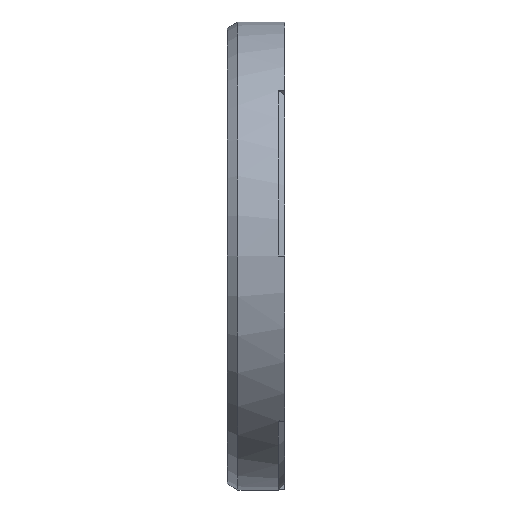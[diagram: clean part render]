
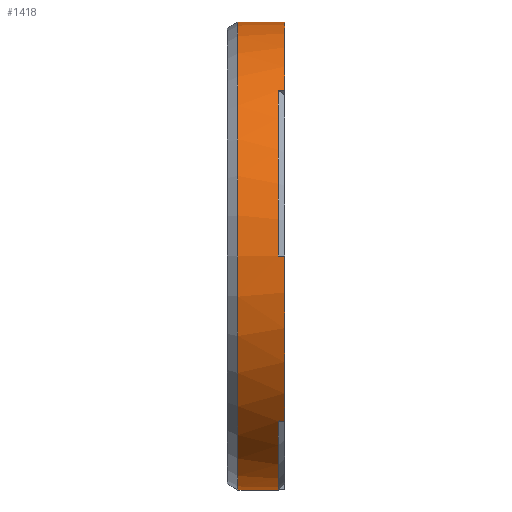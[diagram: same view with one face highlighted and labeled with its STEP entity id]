
A CAD part, left-side view. The second image highlights one B-rep face of the part: STEP entity #1418.
In plain terms, the highlighted cylindrical face has radius 38.5 mm (diameter 77 mm), a partial arc.
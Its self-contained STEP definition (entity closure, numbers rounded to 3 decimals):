
#5 = LINE ( 'NONE', #917, #1049 ) ;
#8 = DIRECTION ( 'NONE',  ( 0., -1., 0. ) ) ;
#45 = EDGE_CURVE ( 'NONE', #880, #660, #232, .T. ) ;
#48 = VECTOR ( 'NONE', #987, 1000. ) ;
#59 = DIRECTION ( 'NONE',  ( 0., -1., 0. ) ) ;
#81 = EDGE_CURVE ( 'NONE', #1315, #1498, #652, .T. ) ;
#83 = CARTESIAN_POINT ( 'NONE',  ( 0., 2., -38.5 ) ) ;
#100 = CYLINDRICAL_SURFACE ( 'NONE', #481, 38.5 ) ;
#106 = FACE_OUTER_BOUND ( 'NONE', #844, .T. ) ;
#144 = VERTEX_POINT ( 'NONE', #777 ) ;
#151 = EDGE_CURVE ( 'NONE', #1197, #592, #1170, .T. ) ;
#182 = ORIENTED_EDGE ( 'NONE', *, *, #203, .T. ) ;
#194 = EDGE_CURVE ( 'NONE', #1177, #880, #628, .T. ) ;
#200 = CARTESIAN_POINT ( 'NONE',  ( -38.5, -7., 0. ) ) ;
#201 = CARTESIAN_POINT ( 'NONE',  ( 0., -8., 38.5 ) ) ;
#203 = EDGE_CURVE ( 'NONE', #400, #1315, #259, .T. ) ;
#207 = ORIENTED_EDGE ( 'NONE', *, *, #414, .F. ) ;
#210 = CARTESIAN_POINT ( 'NONE',  ( 0., 2., 0. ) ) ;
#219 = ORIENTED_EDGE ( 'NONE', *, *, #1450, .F. ) ;
#226 = VERTEX_POINT ( 'NONE', #201 ) ;
#232 = CIRCLE ( 'NONE', #1094, 38.5 ) ;
#245 = CARTESIAN_POINT ( 'NONE',  ( -27.224, -8., 27.224 ) ) ;
#253 = CARTESIAN_POINT ( 'NONE',  ( -38.5, -8., 0. ) ) ;
#259 = CIRCLE ( 'NONE', #969, 38.5 ) ;
#262 = VECTOR ( 'NONE', #916, 1000. ) ;
#273 = EDGE_CURVE ( 'NONE', #226, #1177, #410, .T. ) ;
#274 = ORIENTED_EDGE ( 'NONE', *, *, #1018, .T. ) ;
#295 = DIRECTION ( 'NONE',  ( 0., -1., 0. ) ) ;
#322 = ORIENTED_EDGE ( 'NONE', *, *, #151, .F. ) ;
#373 = CARTESIAN_POINT ( 'NONE',  ( -27.224, -8., -27.224 ) ) ;
#380 = DIRECTION ( 'NONE',  ( 0., 1., 0. ) ) ;
#400 = VERTEX_POINT ( 'NONE', #1057 ) ;
#410 = CIRCLE ( 'NONE', #627, 38.5 ) ;
#414 = EDGE_CURVE ( 'NONE', #592, #665, #833, .T. ) ;
#419 = DIRECTION ( 'NONE',  ( 0., -1., 0. ) ) ;
#429 = DIRECTION ( 'NONE',  ( 0., -1., 0. ) ) ;
#432 = EDGE_CURVE ( 'NONE', #226, #144, #495, .T. ) ;
#442 = CARTESIAN_POINT ( 'NONE',  ( 0., -8., 0. ) ) ;
#451 = CARTESIAN_POINT ( 'NONE',  ( -27.224, -8., -27.224 ) ) ;
#481 = AXIS2_PLACEMENT_3D ( 'NONE', #210, #817, #695 ) ;
#495 = LINE ( 'NONE', #963, #1456 ) ;
#519 = CARTESIAN_POINT ( 'NONE',  ( -27.224, -8., 27.224 ) ) ;
#545 = CARTESIAN_POINT ( 'NONE',  ( 0., -7., 0. ) ) ;
#578 = AXIS2_PLACEMENT_3D ( 'NONE', #662, #295, #1444 ) ;
#583 = CARTESIAN_POINT ( 'NONE',  ( 0., -7., -38.5 ) ) ;
#591 = DIRECTION ( 'NONE',  ( 0., 1., 0. ) ) ;
#592 = VERTEX_POINT ( 'NONE', #451 ) ;
#627 = AXIS2_PLACEMENT_3D ( 'NONE', #442, #8, #694 ) ;
#628 = LINE ( 'NONE', #519, #48 ) ;
#641 = CARTESIAN_POINT ( 'NONE',  ( -27.224, -7., 27.224 ) ) ;
#652 = LINE ( 'NONE', #83, #703 ) ;
#660 = VERTEX_POINT ( 'NONE', #200 ) ;
#662 = CARTESIAN_POINT ( 'NONE',  ( 0., -8., 0. ) ) ;
#665 = VERTEX_POINT ( 'NONE', #785 ) ;
#680 = VECTOR ( 'NONE', #1063, 1000. ) ;
#687 = LINE ( 'NONE', #939, #262 ) ;
#694 = DIRECTION ( 'NONE',  ( 0., 0., -1. ) ) ;
#695 = DIRECTION ( 'NONE',  ( 0., 0., -1. ) ) ;
#703 = VECTOR ( 'NONE', #59, 1000. ) ;
#755 = CARTESIAN_POINT ( 'NONE',  ( 0., -0.332, -38.5 ) ) ;
#777 = CARTESIAN_POINT ( 'NONE',  ( 0., -7., 38.5 ) ) ;
#785 = CARTESIAN_POINT ( 'NONE',  ( -27.224, -7., -27.224 ) ) ;
#789 = ORIENTED_EDGE ( 'NONE', *, *, #81, .T. ) ;
#799 = DIRECTION ( 'NONE',  ( 0., 0., 1. ) ) ;
#817 = DIRECTION ( 'NONE',  ( 0., -1., 0. ) ) ;
#823 = ORIENTED_EDGE ( 'NONE', *, *, #273, .F. ) ;
#833 = LINE ( 'NONE', #373, #680 ) ;
#842 = ORIENTED_EDGE ( 'NONE', *, *, #432, .T. ) ;
#844 = EDGE_LOOP ( 'NONE', ( #219, #182, #789, #1398, #207, #322, #274, #847, #1281, #823, #842 ) ) ;
#847 = ORIENTED_EDGE ( 'NONE', *, *, #45, .F. ) ;
#873 = CARTESIAN_POINT ( 'NONE',  ( 0., -0.332, 0. ) ) ;
#880 = VERTEX_POINT ( 'NONE', #641 ) ;
#916 = DIRECTION ( 'NONE',  ( 0., -1., 0. ) ) ;
#917 = CARTESIAN_POINT ( 'NONE',  ( -38.5, -8., 0. ) ) ;
#937 = EDGE_CURVE ( 'NONE', #665, #1498, #1200, .T. ) ;
#939 = CARTESIAN_POINT ( 'NONE',  ( 0., 2., 38.5 ) ) ;
#963 = CARTESIAN_POINT ( 'NONE',  ( 0., -8., 38.5 ) ) ;
#969 = AXIS2_PLACEMENT_3D ( 'NONE', #873, #1345, #799 ) ;
#987 = DIRECTION ( 'NONE',  ( 0., 1., 0. ) ) ;
#1015 = DIRECTION ( 'NONE',  ( -1., 0., 0. ) ) ;
#1018 = EDGE_CURVE ( 'NONE', #1197, #660, #5, .T. ) ;
#1049 = VECTOR ( 'NONE', #591, 1000. ) ;
#1057 = CARTESIAN_POINT ( 'NONE',  ( 0., -0.332, 38.5 ) ) ;
#1063 = DIRECTION ( 'NONE',  ( 0., 1., 0. ) ) ;
#1073 = AXIS2_PLACEMENT_3D ( 'NONE', #1135, #419, #1015 ) ;
#1094 = AXIS2_PLACEMENT_3D ( 'NONE', #545, #429, #1113 ) ;
#1113 = DIRECTION ( 'NONE',  ( 0., 0., 1. ) ) ;
#1135 = CARTESIAN_POINT ( 'NONE',  ( 0., -7., 0. ) ) ;
#1170 = CIRCLE ( 'NONE', #578, 38.5 ) ;
#1177 = VERTEX_POINT ( 'NONE', #245 ) ;
#1197 = VERTEX_POINT ( 'NONE', #253 ) ;
#1200 = CIRCLE ( 'NONE', #1073, 38.5 ) ;
#1281 = ORIENTED_EDGE ( 'NONE', *, *, #194, .F. ) ;
#1315 = VERTEX_POINT ( 'NONE', #755 ) ;
#1345 = DIRECTION ( 'NONE',  ( 0., -1., 0. ) ) ;
#1398 = ORIENTED_EDGE ( 'NONE', *, *, #937, .F. ) ;
#1418 = ADVANCED_FACE ( 'NONE', ( #106 ), #100, .T. ) ;
#1444 = DIRECTION ( 'NONE',  ( 0., 0., -1. ) ) ;
#1450 = EDGE_CURVE ( 'NONE', #400, #144, #687, .T. ) ;
#1456 = VECTOR ( 'NONE', #380, 1000. ) ;
#1498 = VERTEX_POINT ( 'NONE', #583 ) ;
